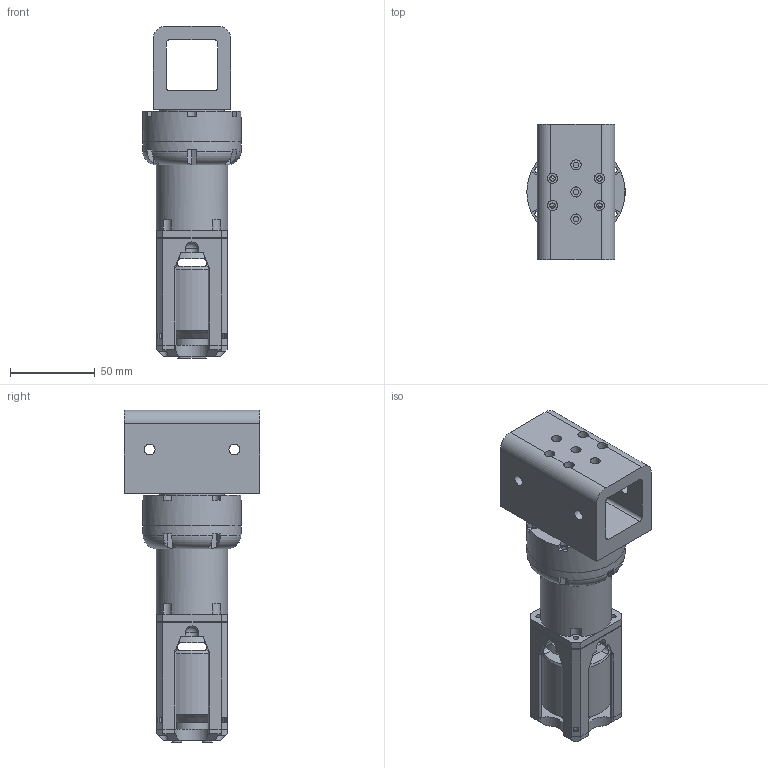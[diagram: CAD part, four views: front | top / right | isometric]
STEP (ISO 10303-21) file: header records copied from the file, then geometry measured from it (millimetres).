
FILE_DESCRIPTION(/* description */ (''),/* implementation_level */ '2;1');
FILE_NAME(/* name */ 'PlanetaryBrushlessV2 v38.step',/* time_stamp */ '2019-06-11T22:05:47+02:00',/* author */ (''),/* organization */ (''),/* preprocessor_version */ 'ST-DEVELOPER v18',/* originating_system */ 'Autodesk Translation Framework v8.2.0.1029',/* authorisation */ '');
FILE_SCHEMA (('AUTOMOTIVE_DESIGN { 1 0 10303 214 3 1 1 }'));
Length unit declared in the file: millimetre
Products named in the file (14): PlanetaryBrushlessV2; Aerodrive4250; Aerodrive4250_1; PlanetaryGearBoxLong; PlanetaryGearBoxLong_1; PlasticBase; OutputBearingHolder; OutputShaft; BackEncoderHolder; MagnetHolder; BearingHolder; Pulley; OutputShaft2; BeamHolder
Assembly tree (13 placements, depth 3):
  PlanetaryBrushlessV2
    Aerodrive4250
      Aerodrive4250_1
    PlanetaryGearBoxLong
      PlanetaryGearBoxLong_1
    PlasticBase
    OutputBearingHolder
    OutputShaft
    BackEncoderHolder
    MagnetHolder
    BearingHolder
    Pulley
    OutputShaft2
    BeamHolder
Bounding box: 58 x 80 x 195.9 mm (x, y, z)
Volume: 327900.2 mm3; surface area: 102262.3 mm2
Topology: 11 solids, 11 shells, 579 faces, 1614 edges, 1072 vertices
Faces by surface type: plane 297, cylinder 246, cone 31, sphere 4, torus 1
Full cylindrical faces by diameter (mm): 2 x12, 2.1 x4, 2.5 x4, 2.7 x3, 3.2 x26, 3.4 x24, 3.5 x12, 4 x1, 4.2 x8, 5 x2, 6 x15, 6.4 x4, 8 x6, 10 x2, 11 x2, 21 x1, 22 x1, 24 x3, 25 x2, 38 x2, 42 x4, 44 x2, 45 x1, 58 x2
Entity records: 20532 total; most frequent: CARTESIAN_POINT 4429, DIRECTION 3344, ORIENTED_EDGE 3224, EDGE_CURVE 1612, AXIS2_PLACEMENT_3D 1246, VERTEX_POINT 1072, LINE 852, VECTOR 852
